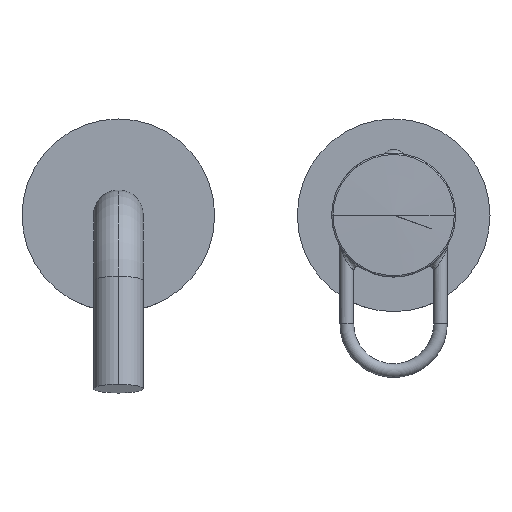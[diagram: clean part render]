
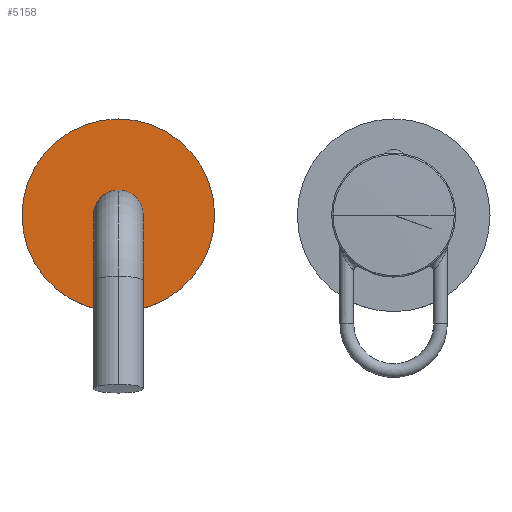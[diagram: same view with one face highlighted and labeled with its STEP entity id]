
A CAD part, top view. The second image highlights one B-rep face of the part: STEP entity #5158.
In plain terms, the highlighted planar face has unit normal (0, 0, 1).
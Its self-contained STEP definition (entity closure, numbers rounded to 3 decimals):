
#5001=CARTESIAN_POINT('',(-100.,0.,49.));
#5002=DIRECTION('',(0.,0.,1.));
#5003=DIRECTION('',(0.,1.,0.));
#5004=AXIS2_PLACEMENT_3D('',#5001,#5002,#5003);
#5010=CARTESIAN_POINT('',(-100.,0.,49.));
#5011=DIRECTION('',(0.,0.,1.));
#5012=DIRECTION('',(-1.,0.,0.));
#5013=AXIS2_PLACEMENT_3D('',#5010,#5011,#5012);
#5015=CARTESIAN_POINT('',(-100.,0.,49.));
#5016=DIRECTION('',(0.,0.,-1.));
#5017=DIRECTION('',(-1.,0.,0.));
#5018=AXIS2_PLACEMENT_3D('',#5015,#5016,#5017);
#5038=CARTESIAN_POINT('',(-100.,0.,49.));
#5039=DIRECTION('',(0.,0.,1.));
#5040=DIRECTION('',(0.,-1.,0.));
#5041=AXIS2_PLACEMENT_3D('',#5038,#5039,#5040);
#5108=CARTESIAN_POINT('',(-135.,0.,49.));
#5110=VERTEX_POINT('',#5108);
#5112=CARTESIAN_POINT('',(-65.,0.,49.));
#5114=VERTEX_POINT('',#5112);
#5115=CARTESIAN_POINT('',(-100.,-9.,49.));
#5116=CARTESIAN_POINT('',(-100.,9.,49.));
#5117=VERTEX_POINT('',#5115);
#5118=VERTEX_POINT('',#5116);
#5142=CARTESIAN_POINT('',(-100.,0.,49.));
#5143=DIRECTION('',(0.,0.,-1.));
#5144=DIRECTION('',(1.,0.,0.));
#5145=AXIS2_PLACEMENT_3D('',#5142,#5143,#5144);
#5146=PLANE('',#5145);
#5148=ORIENTED_EDGE('',*,*,#5147,.F.);
#5150=ORIENTED_EDGE('',*,*,#5149,.T.);
#5151=EDGE_LOOP('',(#5148,#5150));
#5152=FACE_OUTER_BOUND('',#5151,.F.);
#5154=ORIENTED_EDGE('',*,*,#5153,.T.);
#5155=ORIENTED_EDGE('',*,*,#5124,.T.);
#5156=EDGE_LOOP('',(#5154,#5155));
#5157=FACE_BOUND('',#5156,.F.);
#5158=ADVANCED_FACE('',(#5152,#5157),#5146,.F.);
#5005=CIRCLE('',#5004,9.);
#5014=CIRCLE('',#5013,35.);
#5019=CIRCLE('',#5018,35.);
#5042=CIRCLE('',#5041,9.);
#5124=EDGE_CURVE('',#5118,#5117,#5005,.T.);
#5147=EDGE_CURVE('',#5110,#5114,#5014,.T.);
#5149=EDGE_CURVE('',#5110,#5114,#5019,.T.);
#5153=EDGE_CURVE('',#5117,#5118,#5042,.T.);
